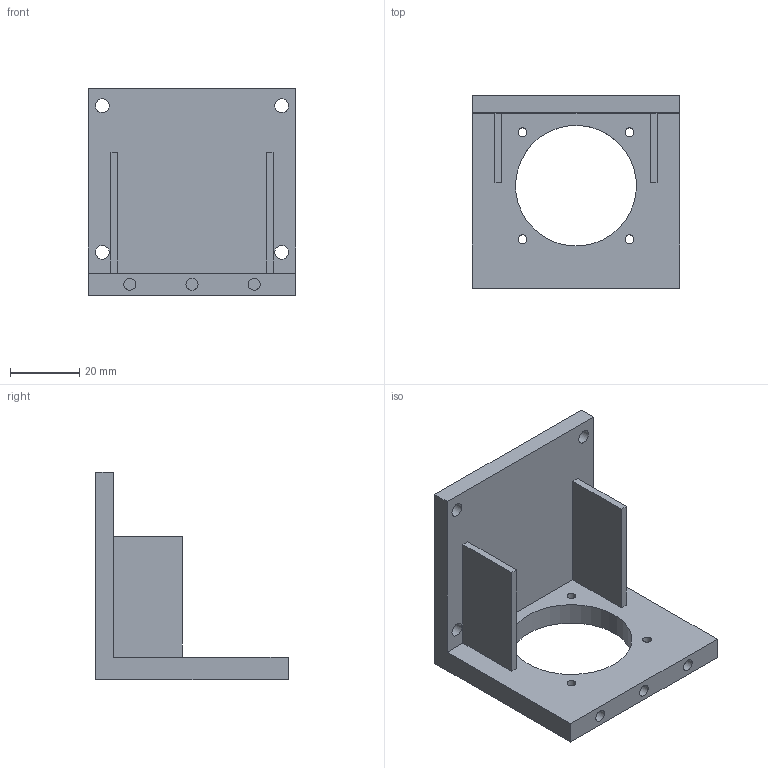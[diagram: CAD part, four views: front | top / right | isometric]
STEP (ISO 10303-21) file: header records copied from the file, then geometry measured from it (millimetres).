
FILE_DESCRIPTION(/* description */ (''),/* implementation_level */ '2;1');
FILE_NAME(/* name */ '',/* time_stamp */ '2025-11-24T20:49:49+03:00',/* author */ ('katya_notebook'),/* organization */ (''),/* preprocessor_version */ 'ST-DEVELOPER v20',/* originating_system */ 'Autodesk Inventor 2024',/* authorisation */ '');
FILE_SCHEMA (('AUTOMOTIVE_DESIGN { 1 0 10303 214 3 1 1 }'));
Length unit declared in the file: millimetre
Products named in the file (3): мотор левая; Nema 17 Stepper; крепление
Assembly tree (2 placements, depth 2):
  мотор левая
    Nema 17 Stepper
    крепление
Bounding box: 60 x 55.7 x 60 mm (x, y, z)
Volume: 33650.7 mm3; surface area: 17381.3 mm2
Topology: 1 solids, 1 shells, 31 faces, 83 edges, 63 vertices
Faces by surface type: plane 19, cylinder 12
Full cylindrical faces by diameter (mm): 2.529 x4, 3.5 x3, 4 x4, 35 x1
Entity records: 1168 total; most frequent: DIRECTION 178, CARTESIAN_POINT 177, ORIENTED_EDGE 156, EDGE_CURVE 78, AXIS2_PLACEMENT_3D 62, LINE 54, VECTOR 54, EDGE_LOOP 52
